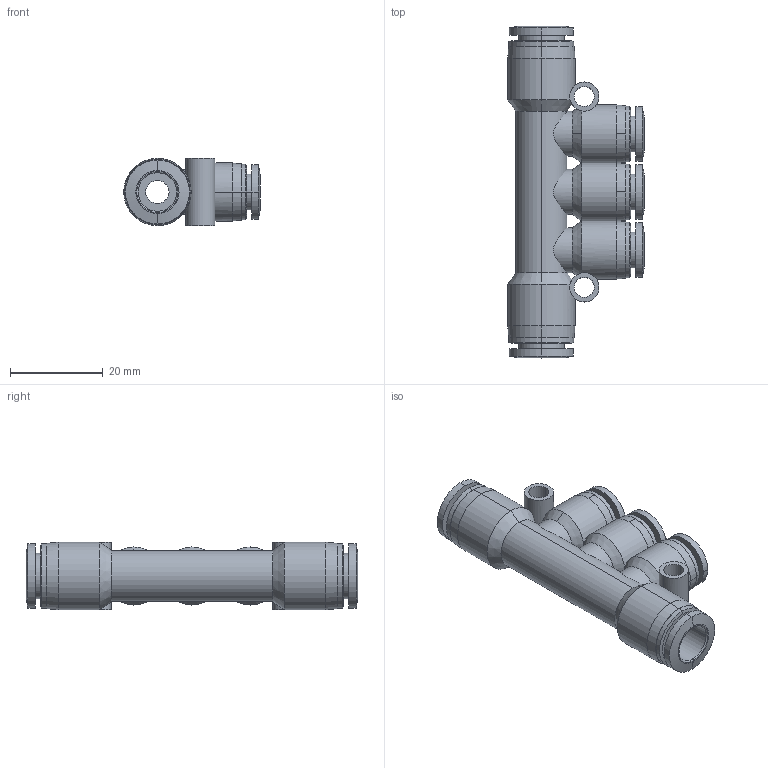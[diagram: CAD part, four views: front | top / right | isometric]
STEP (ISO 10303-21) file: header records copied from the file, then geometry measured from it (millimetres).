
FILE_DESCRIPTION (( 'STEP AP214' ), '1' );
FILE_NAME ('U3B8M-6M.step', '2016-02-24T20:47:52', ( '' ), ( '' ), 'SwSTEP 2.0', 'SolidWorks 2015', '' );
FILE_SCHEMA (( 'AUTOMOTIVE_DESIGN' ));
Length unit declared in the file: inch
Products named in the file (1): U3B8M-6M
Bounding box: 29.4 x 71.5 x 14.5 mm (x, y, z)
Volume: 10334.4 mm3; surface area: 9104.8 mm2
Topology: 1 solids, 1 shells, 153 faces, 370 edges, 231 vertices
Faces by surface type: cylinder 74, cone 40, plane 29, torus 10
Entity records: 5203 total; most frequent: CARTESIAN_POINT 1508, DIRECTION 835, ORIENTED_EDGE 724, EDGE_CURVE 362, AXIS2_PLACEMENT_3D 358, VERTEX_POINT 227, CIRCLE 204, EDGE_LOOP 185
